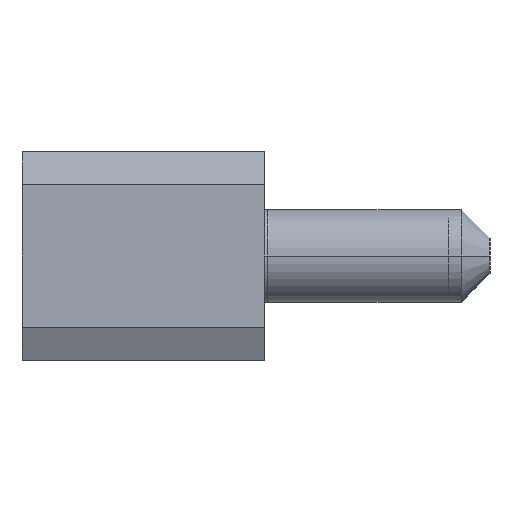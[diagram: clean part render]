
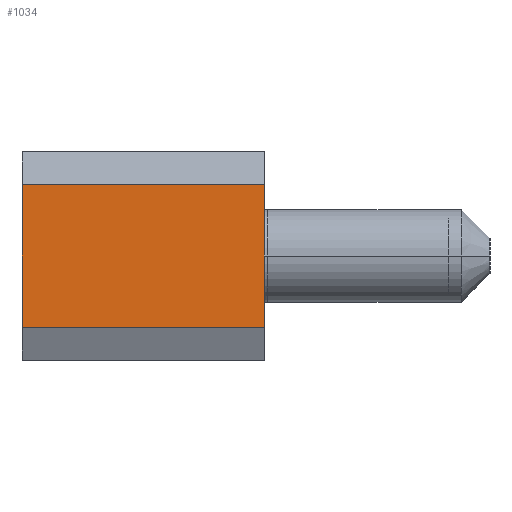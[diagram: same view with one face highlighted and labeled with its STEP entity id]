
A CAD part, left-side view. The second image highlights one B-rep face of the part: STEP entity #1034.
In plain terms, the highlighted planar face has unit normal (-1, 0, 0).
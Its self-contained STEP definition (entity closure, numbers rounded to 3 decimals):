
#1034=ADVANCED_FACE('',(#2855),#2856,.T.);
#2855=FACE_OUTER_BOUND('',#5528,.T.);
#2856=PLANE('',#5529);
#5528=EDGE_LOOP('',(#8567,#8568,#8569,#8570));
#5529=AXIS2_PLACEMENT_3D('',#8571,#8572,#8573);
#8567=ORIENTED_EDGE('',*,*,#15779,.T.);
#8568=ORIENTED_EDGE('',*,*,#15780,.F.);
#8569=ORIENTED_EDGE('',*,*,#15781,.F.);
#8570=ORIENTED_EDGE('',*,*,#15782,.T.);
#8571=CARTESIAN_POINT('',(-25.4,0.,0.));
#8572=DIRECTION('',(-1.0,0.0,0.0));
#8573=DIRECTION('',(0.0,0.,1.0));
#15779=EDGE_CURVE('',#18915,#18916,#18917,.T.);
#15780=EDGE_CURVE('',#18918,#18916,#18919,.T.);
#15781=EDGE_CURVE('',#18920,#18918,#18921,.T.);
#15782=EDGE_CURVE('',#18920,#18915,#18922,.T.);
#18915=VERTEX_POINT('',#23136);
#18916=VERTEX_POINT('',#23137);
#18917=LINE('',#23138,#23139);
#18918=VERTEX_POINT('',#23140);
#18919=LINE('',#23141,#23142);
#18920=VERTEX_POINT('',#23143);
#18921=LINE('',#23144,#23145);
#18922=LINE('',#23146,#23147);
#23136=CARTESIAN_POINT('',(-25.4,2.95,0.87));
#23137=CARTESIAN_POINT('',(-25.4,2.95,-0.87));
#23138=CARTESIAN_POINT('',(-25.4,2.95,0.87));
#23139=VECTOR('',#28032,1.0);
#23140=CARTESIAN_POINT('',(-25.4,0.,-0.87));
#23141=CARTESIAN_POINT('',(-25.4,0.,-0.87));
#23142=VECTOR('',#28033,1.0);
#23143=CARTESIAN_POINT('',(-25.4,0.,0.87));
#23144=CARTESIAN_POINT('',(-25.4,0.,0.87));
#23145=VECTOR('',#28034,1.0);
#23146=CARTESIAN_POINT('',(-25.4,0.,0.87));
#23147=VECTOR('',#28035,1.0);
#28032=DIRECTION('',(0.0,0.,-1.0));
#28033=DIRECTION('',(0.0,1.0,0.));
#28034=DIRECTION('',(0.0,0.,-1.0));
#28035=DIRECTION('',(0.0,1.0,0.));
